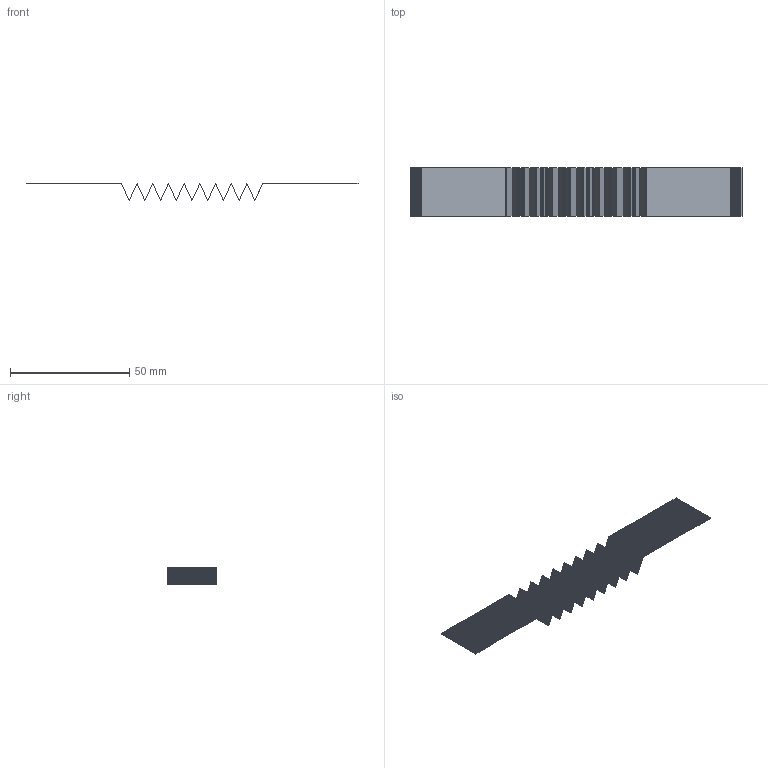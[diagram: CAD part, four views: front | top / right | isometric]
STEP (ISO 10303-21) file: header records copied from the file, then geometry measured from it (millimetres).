
FILE_DESCRIPTION(/* description */ ('Unknown'),/* implementation_level */ '2;1');
FILE_NAME(/* name */ '687640119002',/* time_stamp */ '2021-03-26T09:23:36+01:00',/* author */ ('Unknown'),/* organization */ ('Unknown'),/* preprocessor_version */ 'ST-DEVELOPER v16.7',/* originating_system */ 'DEX',/* authorisation */ $);
FILE_SCHEMA (('AUTOMOTIVE_DESIGN {1 0 10303 214 3 1 1}'));
Products named in the file (1): 6876xx119002
Bounding box: 139.43 x 20.5 x 7.5 mm (x, y, z)
Volume: 404.5 mm3; surface area: 15258.8 mm2
Topology: 1 solids, 1 shells, 1820 faces, 5526 edges, 3628 vertices
Faces by surface type: plane 1820
Entity records: 73498 total; most frequent: ORIENTED_EDGE 11052, CARTESIAN_POINT 11029, DIRECTION 9150, EDGE_CURVE 5526, LINE 5508, VECTOR 5508, VERTEX_POINT 3628, AXIS2_PLACEMENT_3D 1821
